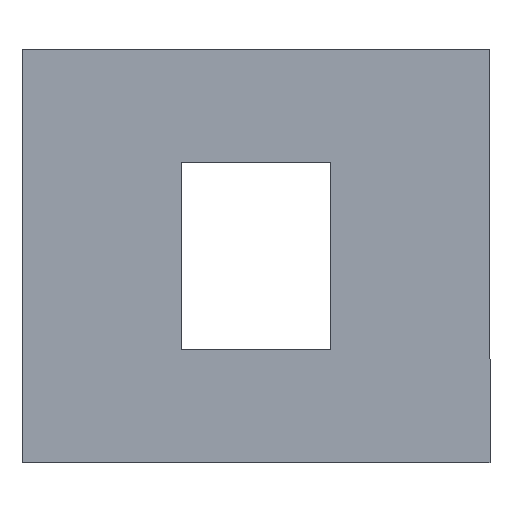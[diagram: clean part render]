
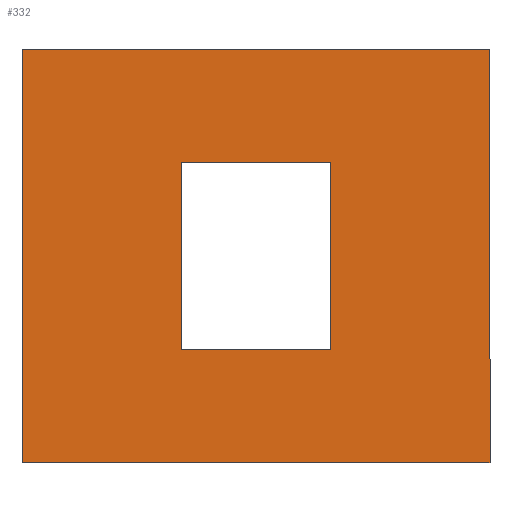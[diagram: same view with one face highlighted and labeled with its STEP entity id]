
A CAD part, top view. The second image highlights one B-rep face of the part: STEP entity #332.
In plain terms, the highlighted planar face has unit normal (0, 0, 1).
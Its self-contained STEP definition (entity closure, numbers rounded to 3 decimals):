
#5 = DIRECTION ( 'NONE',  ( -1., 0., 0. ) ) ;
#9 = EDGE_CURVE ( 'NONE', #186, #59, #17, .T. ) ;
#11 = ORIENTED_EDGE ( 'NONE', *, *, #188, .T. ) ;
#13 = DIRECTION ( 'NONE',  ( -1., 0., 0. ) ) ;
#15 = CARTESIAN_POINT ( 'NONE',  ( 100., 125., 12.7 ) ) ;
#17 = LINE ( 'NONE', #15, #184 ) ;
#22 = EDGE_CURVE ( 'NONE', #238, #186, #88, .T. ) ;
#26 = EDGE_CURVE ( 'NONE', #59, #338, #117, .T. ) ;
#27 = CARTESIAN_POINT ( 'NONE',  ( -100., 125., 12.7 ) ) ;
#32 = DIRECTION ( 'NONE',  ( 0., 0., 1. ) ) ;
#36 = ORIENTED_EDGE ( 'NONE', *, *, #26, .T. ) ;
#42 = VECTOR ( 'NONE', #250, 1000. ) ;
#49 = EDGE_CURVE ( 'NONE', #318, #183, #167, .T. ) ;
#55 = ORIENTED_EDGE ( 'NONE', *, *, #49, .T. ) ;
#59 = VERTEX_POINT ( 'NONE', #331 ) ;
#71 = EDGE_CURVE ( 'NONE', #131, #318, #203, .T. ) ;
#74 = CARTESIAN_POINT ( 'NONE',  ( -312.7, -276.35, 12.7 ) ) ;
#80 = ORIENTED_EDGE ( 'NONE', *, *, #71, .T. ) ;
#82 = CARTESIAN_POINT ( 'NONE',  ( 0., 0., 12.7 ) ) ;
#84 = VECTOR ( 'NONE', #269, 1000. ) ;
#88 = LINE ( 'NONE', #300, #42 ) ;
#92 = ORIENTED_EDGE ( 'NONE', *, *, #311, .T. ) ;
#94 = CARTESIAN_POINT ( 'NONE',  ( 100., 125., 12.7 ) ) ;
#104 = CARTESIAN_POINT ( 'NONE',  ( -312.7, 276.35, 12.7 ) ) ;
#117 = LINE ( 'NONE', #189, #178 ) ;
#126 = VECTOR ( 'NONE', #139, 1000. ) ;
#130 = PLANE ( 'NONE',  #319 ) ;
#131 = VERTEX_POINT ( 'NONE', #310 ) ;
#134 = ORIENTED_EDGE ( 'NONE', *, *, #22, .T. ) ;
#135 = DIRECTION ( 'NONE',  ( 1., 0., 0. ) ) ;
#139 = DIRECTION ( 'NONE',  ( 0., 1., 0. ) ) ;
#145 = ORIENTED_EDGE ( 'NONE', *, *, #279, .T. ) ;
#150 = DIRECTION ( 'NONE',  ( 0., -1., 0. ) ) ;
#157 = LINE ( 'NONE', #260, #233 ) ;
#159 = VECTOR ( 'NONE', #150, 1000. ) ;
#167 = LINE ( 'NONE', #328, #126 ) ;
#170 = EDGE_LOOP ( 'NONE', ( #11, #80, #55, #145 ) ) ;
#178 = VECTOR ( 'NONE', #13, 1000. ) ;
#180 = ORIENTED_EDGE ( 'NONE', *, *, #9, .T. ) ;
#183 = VERTEX_POINT ( 'NONE', #235 ) ;
#184 = VECTOR ( 'NONE', #249, 1000. ) ;
#186 = VERTEX_POINT ( 'NONE', #94 ) ;
#188 = EDGE_CURVE ( 'NONE', #267, #131, #201, .T. ) ;
#189 = CARTESIAN_POINT ( 'NONE',  ( 100., -125., 12.7 ) ) ;
#190 = VECTOR ( 'NONE', #309, 1000. ) ;
#201 = LINE ( 'NONE', #283, #159 ) ;
#203 = LINE ( 'NONE', #74, #190 ) ;
#208 = CARTESIAN_POINT ( 'NONE',  ( -100., -125., 12.7 ) ) ;
#233 = VECTOR ( 'NONE', #5, 1000. ) ;
#235 = CARTESIAN_POINT ( 'NONE',  ( 312.7, 276.35, 12.7 ) ) ;
#237 = CARTESIAN_POINT ( 'NONE',  ( 312.7, -276.35, 12.7 ) ) ;
#238 = VERTEX_POINT ( 'NONE', #314 ) ;
#249 = DIRECTION ( 'NONE',  ( 0., -1., 0. ) ) ;
#250 = DIRECTION ( 'NONE',  ( 1., 0., 0. ) ) ;
#260 = CARTESIAN_POINT ( 'NONE',  ( -312.7, 276.35, 12.7 ) ) ;
#262 = LINE ( 'NONE', #27, #84 ) ;
#267 = VERTEX_POINT ( 'NONE', #104 ) ;
#268 = FACE_BOUND ( 'NONE', #292, .T. ) ;
#269 = DIRECTION ( 'NONE',  ( 0., 1., 0. ) ) ;
#279 = EDGE_CURVE ( 'NONE', #183, #267, #157, .T. ) ;
#283 = CARTESIAN_POINT ( 'NONE',  ( -312.7, 276.35, 12.7 ) ) ;
#292 = EDGE_LOOP ( 'NONE', ( #180, #36, #92, #134 ) ) ;
#300 = CARTESIAN_POINT ( 'NONE',  ( 100., 125., 12.7 ) ) ;
#309 = DIRECTION ( 'NONE',  ( 1., 0., 0. ) ) ;
#310 = CARTESIAN_POINT ( 'NONE',  ( -312.7, -276.35, 12.7 ) ) ;
#311 = EDGE_CURVE ( 'NONE', #338, #238, #262, .T. ) ;
#314 = CARTESIAN_POINT ( 'NONE',  ( -100., 125., 12.7 ) ) ;
#317 = FACE_OUTER_BOUND ( 'NONE', #170, .T. ) ;
#318 = VERTEX_POINT ( 'NONE', #237 ) ;
#319 = AXIS2_PLACEMENT_3D ( 'NONE', #82, #32, #135 ) ;
#328 = CARTESIAN_POINT ( 'NONE',  ( 312.7, 276.35, 12.7 ) ) ;
#331 = CARTESIAN_POINT ( 'NONE',  ( 100., -125., 12.7 ) ) ;
#332 = ADVANCED_FACE ( 'NONE', ( #268, #317 ), #130, .T. ) ;
#338 = VERTEX_POINT ( 'NONE', #208 ) ;
